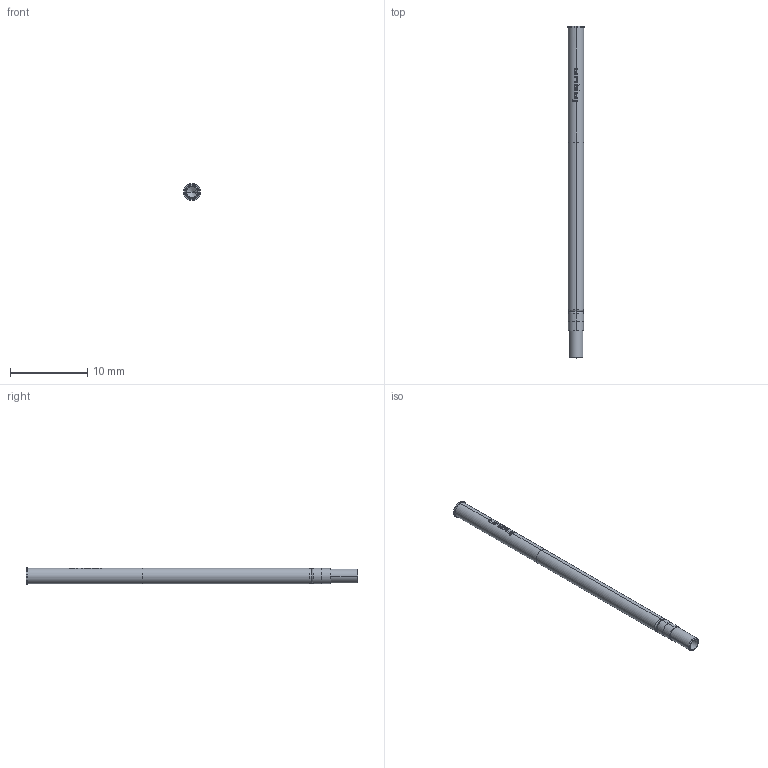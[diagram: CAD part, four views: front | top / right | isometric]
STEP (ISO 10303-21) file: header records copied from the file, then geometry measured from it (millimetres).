
FILE_DESCRIPTION (( 'STEP AP203' ), '1' );
FILE_NAME ('INGUN_KS-215_M1.6-F.STEP', '2021-10-21T14:09:36', ( 'ochi' ), ( '' ), 'SwSTEP 2.0', 'SolidWorks 2018', '' );
FILE_SCHEMA (( 'CONFIG_CONTROL_DESIGN' ));
Length unit declared in the file: millimetre
Products named in the file (1): INGUN_KS-215_M1.6-F
Bounding box: 2.2 x 42.85 x 2.2 mm (x, y, z)
Volume: 128.3 mm3; surface area: 279.9 mm2
Topology: 1 solids, 1 shells, 109 faces, 296 edges, 193 vertices
Faces by surface type: plane 46, cylinder 33, bspline 22, torus 4, cone 4
Entity records: 3807 total; most frequent: CARTESIAN_POINT 1117, ORIENTED_EDGE 588, DIRECTION 496, EDGE_CURVE 294, AXIS2_PLACEMENT_3D 200, VERTEX_POINT 193, EDGE_LOOP 115, CIRCLE 112
